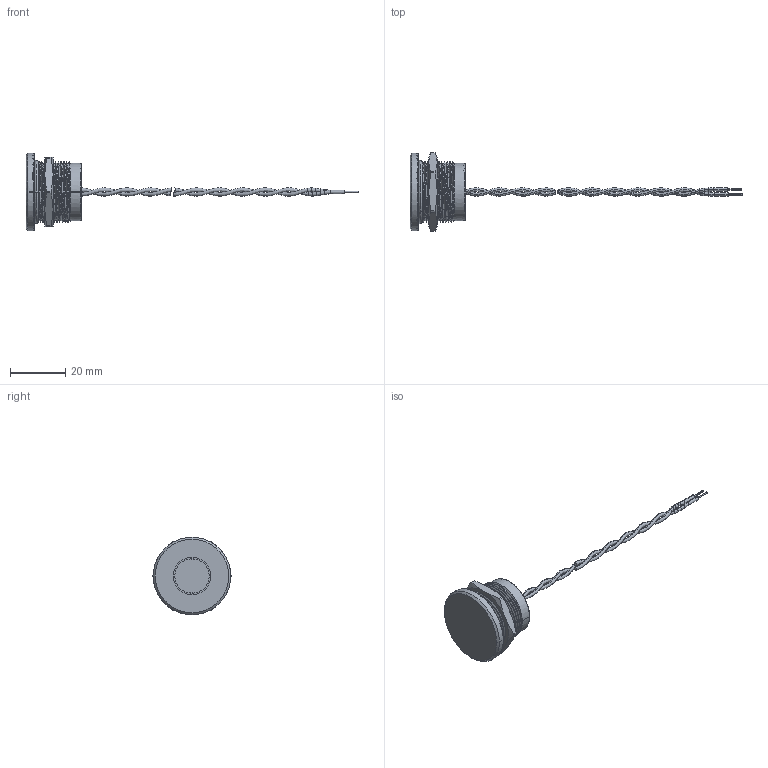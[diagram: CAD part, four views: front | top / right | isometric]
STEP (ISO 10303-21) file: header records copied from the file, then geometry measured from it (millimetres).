
FILE_DESCRIPTION((''),'2;1');
FILE_NAME('PS223PYSS_ASM','2025-06-30T',('Administrator'),(''),'PRO/ENGINEER BY PARAMETRIC TECHNOLOGY CORPORATION, 2010370','PRO/ENGINEER BY PARAMETRIC TECHNOLOGY CORPORATION, 2010370','');
FILE_SCHEMA(('CONFIG_CONTROL_DESIGN'));
Length unit declared in the file: millimetre
Products named in the file (16): A40610-PS223P-WK_AF1; A22339-GQ22-GDLM_AF5; A40610A-PS223P-WKZJ_AF1_ASM; A40628-PS16-TCPJJ_AF5; A40627-PS16-TCP_AF5; A40627A-PS16-TSPZJ_AF5_ASM; A40625X1-PS16-XLB_AF3; UL1007-26JX-N_AF24; UL1007-26JX-N_AF25; UL1007-26JX-NYCX; UL1007-26XT; A40629A-PSJXZJ-N_AF10_ASM; A40625X1C-PS16-ZFXLBZJ_AF1_ASM; A22320-GQ22-OXDQ_AF5; A40610-PS223PWK-WBFJ; PS223PYSS_ASM
Assembly tree (17 placements, depth 4):
  PS223PYSS_ASM
    A40610A-PS223P-WKZJ_AF1_ASM
      A40610-PS223P-WK_AF1
      A22339-GQ22-GDLM_AF5
    A40627A-PS16-TSPZJ_AF5_ASM
      A40628-PS16-TCPJJ_AF5
      A40627-PS16-TCP_AF5
    A40625X1C-PS16-ZFXLBZJ_AF1_ASM
      A40625X1-PS16-XLB_AF3
      A40629A-PSJXZJ-N_AF10_ASM
        UL1007-26JX-N_AF24
        UL1007-26JX-N_AF25
        UL1007-26JX-NYCX  x2
        UL1007-26XT  x2
    A22320-GQ22-OXDQ_AF5
    A40610-PS223PWK-WBFJ
Bounding box: 119.9 x 28.5 x 28 mm (x, y, z)
Surface area: 8826 mm2 (no closed solid volume)
Topology: 0 solids, 0 shells, 188 faces, 868 edges, 854 vertices
Faces by surface type: bspline 172, torus 12, sphere 4
Entity records: 31425 total; most frequent: CARTESIAN_POINT 24636, DIRECTION 1036, TRIMMED_CURVE 767, DEFINITIONAL_REPRESENTATION 748, PCURVE 748, COMPOSITE_CURVE_SEGMENT 748, VECTOR 620, LINE 620
